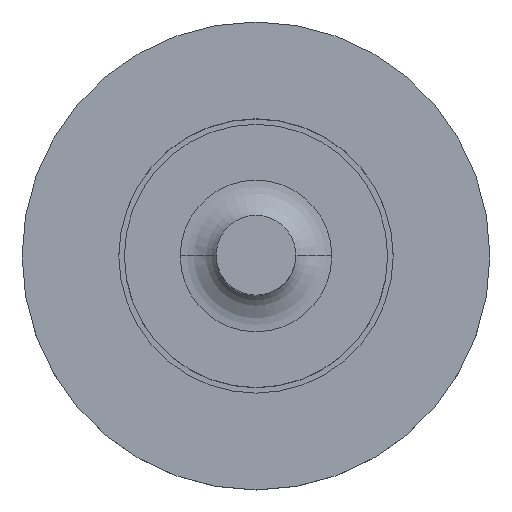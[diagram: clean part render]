
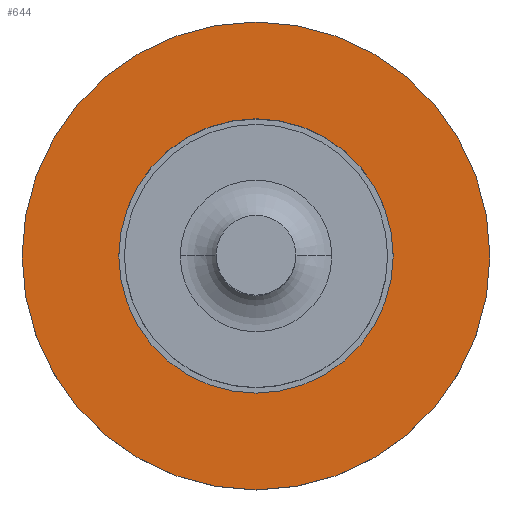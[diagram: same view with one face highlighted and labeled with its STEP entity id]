
A CAD part, top view. The second image highlights one B-rep face of the part: STEP entity #644.
In plain terms, the highlighted planar face has unit normal (0, 0, 1).
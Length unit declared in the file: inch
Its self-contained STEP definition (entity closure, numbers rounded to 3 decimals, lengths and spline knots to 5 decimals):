
#1=CARTESIAN_POINT('',(0.,0.,0.05));
#2=DIRECTION('',(0.,0.,1.));
#3=DIRECTION('',(1.,0.,0.));
#4=AXIS2_PLACEMENT_3D('',#1,#2,#3);
#14=CARTESIAN_POINT('',(0.,0.,0.05));
#15=DIRECTION('',(0.,0.,-1.));
#16=DIRECTION('',(1.,0.,0.));
#17=AXIS2_PLACEMENT_3D('',#14,#15,#16);
#161=CARTESIAN_POINT('',(0.,0.,0.05));
#162=DIRECTION('',(0.,0.,-1.));
#163=DIRECTION('',(-1.,0.,0.));
#164=AXIS2_PLACEMENT_3D('',#161,#162,#163);
#166=CARTESIAN_POINT('',(0.,0.,0.05));
#167=DIRECTION('',(0.,0.,-1.));
#168=DIRECTION('',(1.,0.,0.));
#169=AXIS2_PLACEMENT_3D('',#166,#167,#168);
#293=CARTESIAN_POINT('',(0.088,0.,0.05));
#295=VERTEX_POINT('',#293);
#305=CARTESIAN_POINT('',(-0.088,0.,0.05));
#307=VERTEX_POINT('',#305);
#317=CARTESIAN_POINT('',(-0.0516,0.,0.05));
#318=CARTESIAN_POINT('',(0.0516,0.,0.05));
#319=VERTEX_POINT('',#317);
#320=VERTEX_POINT('',#318);
#629=CARTESIAN_POINT('',(0.,0.,0.05));
#630=DIRECTION('',(0.,0.,1.));
#631=DIRECTION('',(-1.,0.,0.));
#632=AXIS2_PLACEMENT_3D('',#629,#630,#631);
#633=PLANE('',#632);
#634=ORIENTED_EDGE('',*,*,#344,.F.);
#635=ORIENTED_EDGE('',*,*,#362,.T.);
#636=EDGE_LOOP('',(#634,#635));
#637=FACE_OUTER_BOUND('',#636,.F.);
#639=ORIENTED_EDGE('',*,*,#638,.F.);
#641=ORIENTED_EDGE('',*,*,#640,.F.);
#642=EDGE_LOOP('',(#639,#641));
#643=FACE_BOUND('',#642,.F.);
#644=ADVANCED_FACE('',(#637,#643),#633,.T.);
#5=CIRCLE('',#4,0.088);
#18=CIRCLE('',#17,0.088);
#165=CIRCLE('',#164,0.0516);
#170=CIRCLE('',#169,0.0516);
#344=EDGE_CURVE('',#295,#307,#5,.T.);
#362=EDGE_CURVE('',#295,#307,#18,.T.);
#638=EDGE_CURVE('',#319,#320,#165,.T.);
#640=EDGE_CURVE('',#320,#319,#170,.T.);
